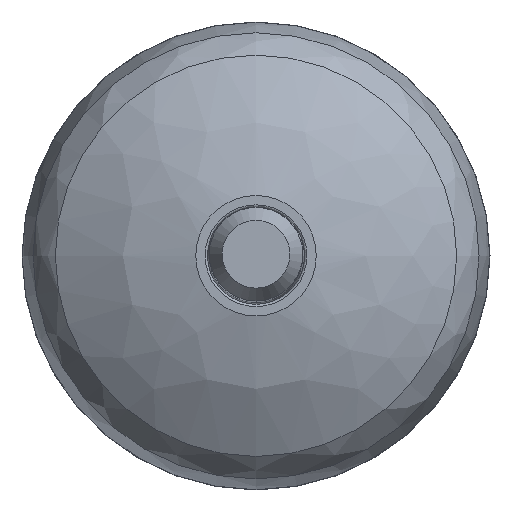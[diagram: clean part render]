
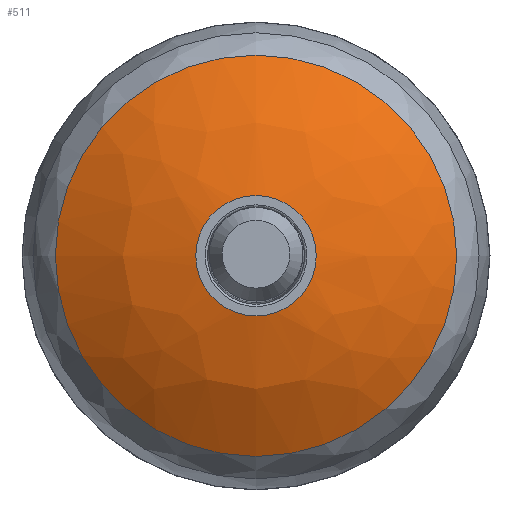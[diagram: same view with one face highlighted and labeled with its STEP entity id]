
A CAD part, top view. The second image highlights one B-rep face of the part: STEP entity #511.
In plain terms, the highlighted free-form (B-spline) face has degree [2, 2] with [3, 9] control points.
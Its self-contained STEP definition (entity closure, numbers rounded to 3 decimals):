
#430=CARTESIAN_POINT('',(5.15,0.,13.497));
#431=CARTESIAN_POINT('',(11.705,0.,12.453));
#432=CARTESIAN_POINT('',(17.152,0.,8.662));
#433=CARTESIAN_POINT('',(5.15,5.15,13.497));
#434=CARTESIAN_POINT('',(11.705,11.705,12.453));
#435=CARTESIAN_POINT('',(17.152,17.152,8.662));
#436=CARTESIAN_POINT('',(0.0,5.15,13.497));
#437=CARTESIAN_POINT('',(0.0,11.705,12.453));
#438=CARTESIAN_POINT('',(0.0,17.152,8.662));
#439=CARTESIAN_POINT('',(-5.15,5.15,13.497));
#440=CARTESIAN_POINT('',(-11.705,11.705,12.453));
#441=CARTESIAN_POINT('',(-17.152,17.152,8.662));
#442=CARTESIAN_POINT('',(-5.15,0.,13.497));
#443=CARTESIAN_POINT('',(-11.705,0.,12.453));
#444=CARTESIAN_POINT('',(-17.152,0.,8.662));
#445=CARTESIAN_POINT('',(-5.15,-5.15,13.497));
#446=CARTESIAN_POINT('',(-11.705,-11.705,12.453));
#447=CARTESIAN_POINT('',(-17.152,-17.152,8.662));
#448=CARTESIAN_POINT('',(0.0,-5.15,13.497));
#449=CARTESIAN_POINT('',(0.0,-11.705,12.453));
#450=CARTESIAN_POINT('',(0.0,-17.152,8.662));
#451=CARTESIAN_POINT('',(5.15,-5.15,13.497));
#452=CARTESIAN_POINT('',(11.705,-11.705,12.453));
#453=CARTESIAN_POINT('',(17.152,-17.152,8.662));
#454=CARTESIAN_POINT('',(5.15,0.,13.497));
#455=CARTESIAN_POINT('',(11.705,0.,12.453));
#456=CARTESIAN_POINT('',(17.152,0.,8.662));
#464=(BOUNDED_SURFACE()B_SPLINE_SURFACE(2,2,((#430,#433,#436,#439,#442,#445,#448,#451,#454),(#431,#434,#437,#440,#443,#446,#449,#452,#455),(#432,#435,#438,#441,#444,#447,#450,#453,#456)),.UNSPECIFIED.,.F.,.T.,.U.)B_SPLINE_SURFACE_WITH_KNOTS((3,3),(3,2,2,2,3),(0.057,0.197),(0.,0.25,0.5,0.75,1.),.UNSPECIFIED.)GEOMETRIC_REPRESENTATION_ITEM()RATIONAL_B_SPLINE_SURFACE(((0.961,0.679,0.961,0.679,0.961,0.679,0.961,0.679,0.961),(0.923,0.653,0.923,0.653,0.923,0.653,0.923,0.653,0.923),(0.934,0.66,0.934,0.66,0.934,0.66,0.934,0.66,0.934)))REPRESENTATION_ITEM('')SURFACE());
#465=CARTESIAN_POINT('',(17.152,0.,8.662));
#466=VERTEX_POINT('',#465);
#467=CARTESIAN_POINT('',(5.15,0.,13.497));
#468=VERTEX_POINT('',#467);
#469=CARTESIAN_POINT('',(0.587,0.,-15.142));
#470=DIRECTION('',(0.0,-1.0,0.0));
#471=DIRECTION('',(1.0,0.0,0.0));
#472=AXIS2_PLACEMENT_3D('',#469,#470,#471);
#473=CIRCLE('',#472,29.0);
#474=EDGE_CURVE('',#466,#468,#473,.T.);
#475=ORIENTED_EDGE('',*,*,#474,.F.);
#476=CARTESIAN_POINT('',(-17.152,0.,8.662));
#477=VERTEX_POINT('',#476);
#478=CARTESIAN_POINT('',(0.0,0.,8.662));
#479=DIRECTION('',(0.0,0.0,1.0));
#480=DIRECTION('',(-1.0,0.0,0.0));
#481=AXIS2_PLACEMENT_3D('',#478,#479,#480);
#482=CIRCLE('',#481,17.152);
#483=EDGE_CURVE('',#466,#477,#482,.T.);
#484=ORIENTED_EDGE('',*,*,#483,.T.);
#485=CARTESIAN_POINT('',(0.0,0.,8.662));
#486=DIRECTION('',(0.0,0.0,1.0));
#487=DIRECTION('',(-1.0,0.0,0.0));
#488=AXIS2_PLACEMENT_3D('',#485,#486,#487);
#489=CIRCLE('',#488,17.152);
#490=EDGE_CURVE('',#477,#466,#489,.T.);
#491=ORIENTED_EDGE('',*,*,#490,.T.);
#492=ORIENTED_EDGE('',*,*,#474,.T.);
#493=CARTESIAN_POINT('',(-5.15,0.,13.497));
#494=VERTEX_POINT('',#493);
#495=CARTESIAN_POINT('',(0.0,0.,13.497));
#496=DIRECTION('',(0.0,0.0,1.0));
#497=DIRECTION('',(1.0,0.0,0.0));
#498=AXIS2_PLACEMENT_3D('',#495,#496,#497);
#499=CIRCLE('',#498,5.15);
#500=EDGE_CURVE('',#494,#468,#499,.T.);
#501=ORIENTED_EDGE('',*,*,#500,.F.);
#502=CARTESIAN_POINT('',(0.0,0.,13.497));
#503=DIRECTION('',(0.0,0.0,1.0));
#504=DIRECTION('',(1.0,0.0,0.0));
#505=AXIS2_PLACEMENT_3D('',#502,#503,#504);
#506=CIRCLE('',#505,5.15);
#507=EDGE_CURVE('',#468,#494,#506,.T.);
#508=ORIENTED_EDGE('',*,*,#507,.F.);
#509=EDGE_LOOP('',(#475,#484,#491,#492,#501,#508));
#510=FACE_OUTER_BOUND('',#509,.T.);
#511=ADVANCED_FACE('',(#510),#464,.T.);
